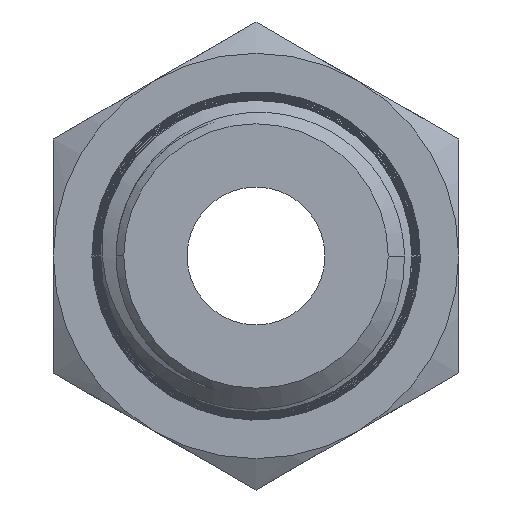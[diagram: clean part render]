
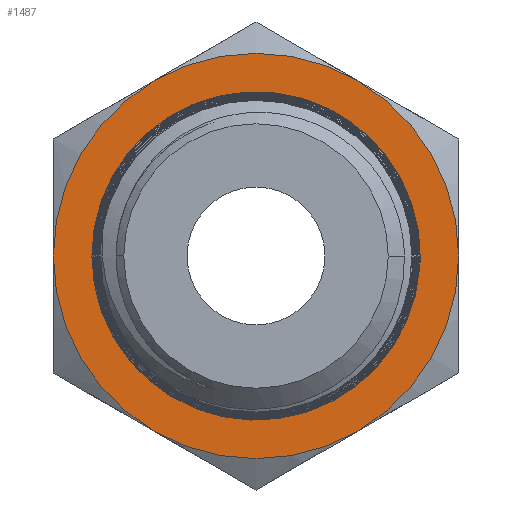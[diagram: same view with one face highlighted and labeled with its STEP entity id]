
A CAD part, left-side view. The second image highlights one B-rep face of the part: STEP entity #1487.
In plain terms, the highlighted planar face has unit normal (-1, 0, 0).
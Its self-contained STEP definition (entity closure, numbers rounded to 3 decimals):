
#23=FACE_BOUND('',#306,.T.);
#33=PLANE('',#1604);
#215=FACE_OUTER_BOUND('',#305,.T.);
#305=EDGE_LOOP('',(#1265,#1266,#1267,#1268,#1269,#1270));
#306=EDGE_LOOP('',(#1271,#1272,#1273,#1274));
#341=CIRCLE('',#1551,5.144);
#346=CIRCLE('',#1559,5.144);
#349=CIRCLE('',#1582,5.144);
#351=CIRCLE('',#1587,5.144);
#360=CIRCLE('',#1605,6.35);
#361=CIRCLE('',#1606,6.35);
#362=CIRCLE('',#1607,6.35);
#363=CIRCLE('',#1608,6.35);
#364=CIRCLE('',#1609,6.35);
#365=CIRCLE('',#1610,6.35);
#624=VERTEX_POINT('',#2778);
#625=VERTEX_POINT('',#2780);
#637=VERTEX_POINT('',#2903);
#638=VERTEX_POINT('',#2905);
#679=VERTEX_POINT('',#8201);
#683=VERTEX_POINT('',#8219);
#687=VERTEX_POINT('',#8237);
#691=VERTEX_POINT('',#8255);
#695=VERTEX_POINT('',#8273);
#699=VERTEX_POINT('',#8291);
#793=EDGE_CURVE('',#625,#624,#341,.T.);
#808=EDGE_CURVE('',#638,#637,#346,.T.);
#868=EDGE_CURVE('',#637,#625,#349,.T.);
#874=EDGE_CURVE('',#624,#638,#351,.T.);
#913=EDGE_CURVE('',#679,#699,#360,.T.);
#914=EDGE_CURVE('',#699,#695,#361,.T.);
#915=EDGE_CURVE('',#695,#691,#362,.T.);
#916=EDGE_CURVE('',#691,#687,#363,.T.);
#917=EDGE_CURVE('',#687,#683,#364,.T.);
#918=EDGE_CURVE('',#683,#679,#365,.T.);
#1265=ORIENTED_EDGE('',*,*,#913,.T.);
#1266=ORIENTED_EDGE('',*,*,#914,.T.);
#1267=ORIENTED_EDGE('',*,*,#915,.T.);
#1268=ORIENTED_EDGE('',*,*,#916,.T.);
#1269=ORIENTED_EDGE('',*,*,#917,.T.);
#1270=ORIENTED_EDGE('',*,*,#918,.T.);
#1271=ORIENTED_EDGE('',*,*,#808,.T.);
#1272=ORIENTED_EDGE('',*,*,#868,.T.);
#1273=ORIENTED_EDGE('',*,*,#793,.T.);
#1274=ORIENTED_EDGE('',*,*,#874,.T.);
#1487=ADVANCED_FACE('',(#215,#23),#33,.F.);
#1551=AXIS2_PLACEMENT_3D('',#2781,#1751,#1752);
#1559=AXIS2_PLACEMENT_3D('',#2906,#1771,#1772);
#1582=AXIS2_PLACEMENT_3D('',#4573,#1836,#1837);
#1587=AXIS2_PLACEMENT_3D('',#8190,#1846,#1847);
#1604=AXIS2_PLACEMENT_3D('',#8309,#1886,#1887);
#1605=AXIS2_PLACEMENT_3D('',#8310,#1888,#1889);
#1606=AXIS2_PLACEMENT_3D('',#8311,#1890,#1891);
#1607=AXIS2_PLACEMENT_3D('',#8312,#1892,#1893);
#1608=AXIS2_PLACEMENT_3D('',#8313,#1894,#1895);
#1609=AXIS2_PLACEMENT_3D('',#8314,#1896,#1897);
#1610=AXIS2_PLACEMENT_3D('',#8315,#1898,#1899);
#1751=DIRECTION('center_axis',(1.,0.,0.));
#1752=DIRECTION('ref_axis',(0.,1.,0.));
#1771=DIRECTION('center_axis',(1.,0.,0.));
#1772=DIRECTION('ref_axis',(0.,1.,0.));
#1836=DIRECTION('center_axis',(1.,0.,0.));
#1837=DIRECTION('ref_axis',(0.,1.,0.));
#1846=DIRECTION('center_axis',(1.,0.,0.));
#1847=DIRECTION('ref_axis',(0.,1.,0.));
#1886=DIRECTION('center_axis',(1.,0.,0.));
#1887=DIRECTION('ref_axis',(0.,1.,0.));
#1888=DIRECTION('center_axis',(-1.,0.,0.));
#1889=DIRECTION('ref_axis',(0.,-1.,0.));
#1890=DIRECTION('center_axis',(-1.,0.,0.));
#1891=DIRECTION('ref_axis',(0.,-1.,0.));
#1892=DIRECTION('center_axis',(-1.,0.,0.));
#1893=DIRECTION('ref_axis',(0.,-1.,0.));
#1894=DIRECTION('center_axis',(-1.,0.,0.));
#1895=DIRECTION('ref_axis',(0.,-1.,0.));
#1896=DIRECTION('center_axis',(-1.,0.,0.));
#1897=DIRECTION('ref_axis',(0.,-1.,0.));
#1898=DIRECTION('center_axis',(-1.,0.,0.));
#1899=DIRECTION('ref_axis',(0.,-1.,0.));
#2778=CARTESIAN_POINT('',(-5.842,5.144,0.));
#2780=CARTESIAN_POINT('',(-5.842,-5.133,-0.323));
#2781=CARTESIAN_POINT('Origin',(-5.842,0.,0.));
#2903=CARTESIAN_POINT('',(-5.842,-5.144,0.));
#2905=CARTESIAN_POINT('',(-5.842,-2.966,4.202));
#2906=CARTESIAN_POINT('Origin',(-5.842,0.,0.));
#4573=CARTESIAN_POINT('Origin',(-5.842,0.,0.));
#8190=CARTESIAN_POINT('Origin',(-5.842,0.,0.));
#8201=CARTESIAN_POINT('',(-5.842,3.175,5.499));
#8219=CARTESIAN_POINT('',(-5.842,-3.175,5.499));
#8237=CARTESIAN_POINT('',(-5.842,-6.35,0.));
#8255=CARTESIAN_POINT('',(-5.842,-3.175,-5.499));
#8273=CARTESIAN_POINT('',(-5.842,3.175,-5.499));
#8291=CARTESIAN_POINT('',(-5.842,6.35,0.));
#8309=CARTESIAN_POINT('Origin',(-5.842,0.,7.332));
#8310=CARTESIAN_POINT('Origin',(-5.842,0.,0.));
#8311=CARTESIAN_POINT('Origin',(-5.842,0.,0.));
#8312=CARTESIAN_POINT('Origin',(-5.842,0.,0.));
#8313=CARTESIAN_POINT('Origin',(-5.842,0.,0.));
#8314=CARTESIAN_POINT('Origin',(-5.842,0.,0.));
#8315=CARTESIAN_POINT('Origin',(-5.842,0.,0.));
